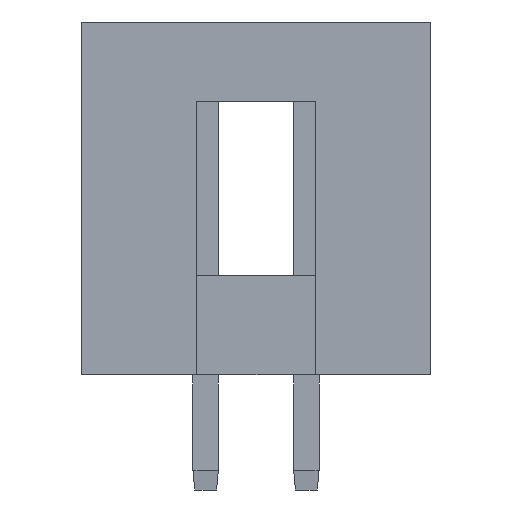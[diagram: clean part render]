
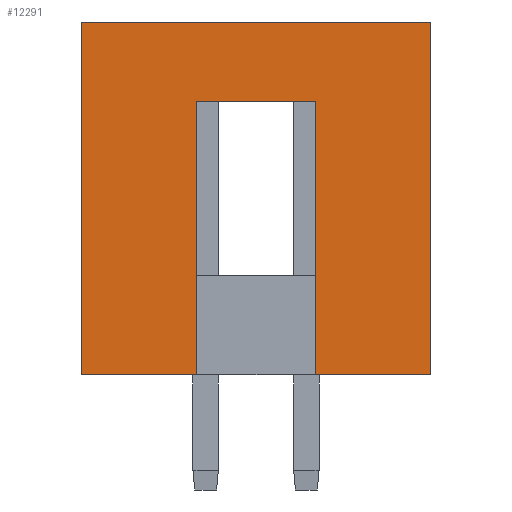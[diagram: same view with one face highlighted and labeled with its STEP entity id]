
A CAD part, left-side view. The second image highlights one B-rep face of the part: STEP entity #12291.
In plain terms, the highlighted planar face has unit normal (-1, 0, 0).
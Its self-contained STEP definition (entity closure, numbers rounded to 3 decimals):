
#140 = DIRECTION ( 'NONE',  ( 0., 0., -1. ) ) ;
#404 = VERTEX_POINT ( 'NONE', #8484 ) ;
#485 = VECTOR ( 'NONE', #7287, 1000. ) ;
#754 = ORIENTED_EDGE ( 'NONE', *, *, #8354, .F. ) ;
#905 = CARTESIAN_POINT ( 'NONE',  ( -19.19, -4.13, 2.5 ) ) ;
#1100 = DIRECTION ( 'NONE',  ( 0., 0., -1. ) ) ;
#1614 = EDGE_CURVE ( 'NONE', #404, #6981, #8207, .T. ) ;
#1731 = CARTESIAN_POINT ( 'NONE',  ( -19.19, 4.67, 0. ) ) ;
#1877 = CARTESIAN_POINT ( 'NONE',  ( -19.19, -1.23, 0. ) ) ;
#2004 = VECTOR ( 'NONE', #1100, 1000. ) ;
#2107 = VERTEX_POINT ( 'NONE', #11548 ) ;
#2373 = CARTESIAN_POINT ( 'NONE',  ( -19.19, 1.77, 6.9 ) ) ;
#2477 = EDGE_CURVE ( 'NONE', #6981, #12585, #9766, .T. ) ;
#2770 = DIRECTION ( 'NONE',  ( 1., 0., 0. ) ) ;
#2829 = VECTOR ( 'NONE', #8970, 1000. ) ;
#2945 = VERTEX_POINT ( 'NONE', #9968 ) ;
#3105 = ORIENTED_EDGE ( 'NONE', *, *, #8569, .T. ) ;
#3698 = VECTOR ( 'NONE', #8871, 1000. ) ;
#4142 = CARTESIAN_POINT ( 'NONE',  ( -19.19, 4.67, 2.5 ) ) ;
#4188 = CARTESIAN_POINT ( 'NONE',  ( -19.19, -4.13, 8.9 ) ) ;
#4582 = FACE_OUTER_BOUND ( 'NONE', #7002, .T. ) ;
#4586 = DIRECTION ( 'NONE',  ( 0., -1., 0. ) ) ;
#4706 = LINE ( 'NONE', #1731, #7376 ) ;
#5517 = LINE ( 'NONE', #905, #2829 ) ;
#5783 = DIRECTION ( 'NONE',  ( 0., -1., 0. ) ) ;
#5926 = ORIENTED_EDGE ( 'NONE', *, *, #2477, .T. ) ;
#6309 = CARTESIAN_POINT ( 'NONE',  ( -19.19, -1.23, 6.9 ) ) ;
#6981 = VERTEX_POINT ( 'NONE', #1877 ) ;
#7002 = EDGE_LOOP ( 'NONE', ( #10862, #11696, #5926, #12693, #754, #3105, #12392, #9725 ) ) ;
#7180 = CARTESIAN_POINT ( 'NONE',  ( -19.19, 1.77, 0. ) ) ;
#7198 = VERTEX_POINT ( 'NONE', #4188 ) ;
#7287 = DIRECTION ( 'NONE',  ( 0., 0., -1. ) ) ;
#7372 = AXIS2_PLACEMENT_3D ( 'NONE', #8832, #2770, #9862 ) ;
#7376 = VECTOR ( 'NONE', #8854, 1000. ) ;
#7768 = VECTOR ( 'NONE', #140, 1000. ) ;
#7882 = CARTESIAN_POINT ( 'NONE',  ( -19.19, 1.77, 6.9 ) ) ;
#8063 = LINE ( 'NONE', #12323, #7768 ) ;
#8207 = LINE ( 'NONE', #6309, #485 ) ;
#8354 = EDGE_CURVE ( 'NONE', #2107, #7198, #8977, .T. ) ;
#8484 = CARTESIAN_POINT ( 'NONE',  ( -19.19, -1.23, 6.9 ) ) ;
#8569 = EDGE_CURVE ( 'NONE', #2107, #2945, #9788, .T. ) ;
#8832 = CARTESIAN_POINT ( 'NONE',  ( -19.19, 4.67, 2.5 ) ) ;
#8849 = EDGE_CURVE ( 'NONE', #404, #12084, #11462, .T. ) ;
#8854 = DIRECTION ( 'NONE',  ( 0., -1., 0. ) ) ;
#8871 = DIRECTION ( 'NONE',  ( 0., 1., 0. ) ) ;
#8970 = DIRECTION ( 'NONE',  ( 0., 0., -1. ) ) ;
#8977 = LINE ( 'NONE', #9828, #11399 ) ;
#9183 = EDGE_CURVE ( 'NONE', #12084, #12912, #8063, .T. ) ;
#9362 = CARTESIAN_POINT ( 'NONE',  ( -19.19, -4.13, 0. ) ) ;
#9444 = VECTOR ( 'NONE', #4586, 1000. ) ;
#9545 = EDGE_CURVE ( 'NONE', #7198, #12585, #5517, .T. ) ;
#9725 = ORIENTED_EDGE ( 'NONE', *, *, #9183, .F. ) ;
#9766 = LINE ( 'NONE', #11691, #9444 ) ;
#9775 = PLANE ( 'NONE',  #7372 ) ;
#9788 = LINE ( 'NONE', #4142, #2004 ) ;
#9828 = CARTESIAN_POINT ( 'NONE',  ( -19.19, 4.67, 8.9 ) ) ;
#9862 = DIRECTION ( 'NONE',  ( 0., 0., -1. ) ) ;
#9968 = CARTESIAN_POINT ( 'NONE',  ( -19.19, 4.67, 0. ) ) ;
#10392 = EDGE_CURVE ( 'NONE', #2945, #12912, #4706, .T. ) ;
#10862 = ORIENTED_EDGE ( 'NONE', *, *, #8849, .F. ) ;
#11399 = VECTOR ( 'NONE', #5783, 1000. ) ;
#11462 = LINE ( 'NONE', #7882, #3698 ) ;
#11548 = CARTESIAN_POINT ( 'NONE',  ( -19.19, 4.67, 8.9 ) ) ;
#11691 = CARTESIAN_POINT ( 'NONE',  ( -19.19, 4.67, 0. ) ) ;
#11696 = ORIENTED_EDGE ( 'NONE', *, *, #1614, .T. ) ;
#12084 = VERTEX_POINT ( 'NONE', #2373 ) ;
#12291 = ADVANCED_FACE ( 'NONE', ( #4582 ), #9775, .F. ) ;
#12323 = CARTESIAN_POINT ( 'NONE',  ( -19.19, 1.77, 6.9 ) ) ;
#12392 = ORIENTED_EDGE ( 'NONE', *, *, #10392, .T. ) ;
#12585 = VERTEX_POINT ( 'NONE', #9362 ) ;
#12693 = ORIENTED_EDGE ( 'NONE', *, *, #9545, .F. ) ;
#12912 = VERTEX_POINT ( 'NONE', #7180 ) ;
